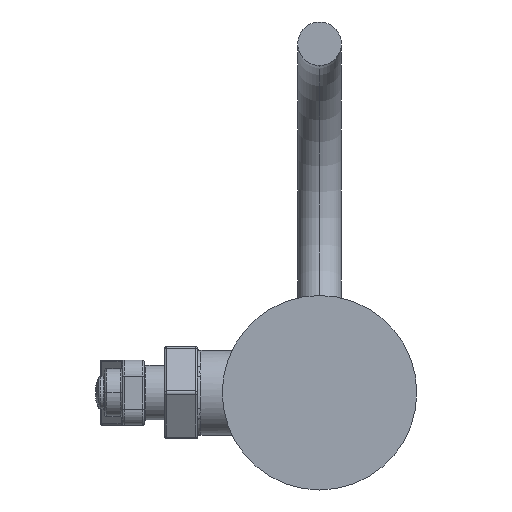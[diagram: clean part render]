
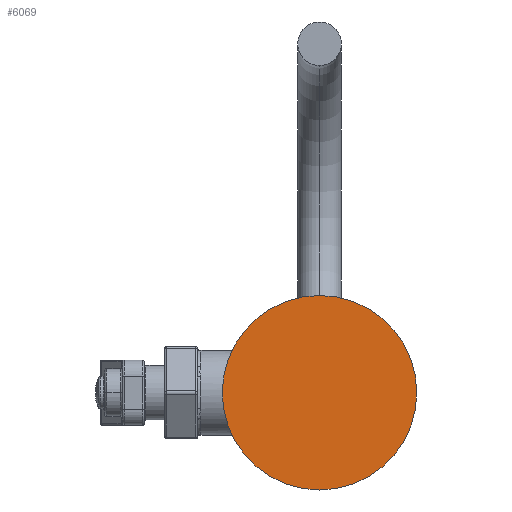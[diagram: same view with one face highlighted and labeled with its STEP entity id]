
A CAD part, front view. The second image highlights one B-rep face of the part: STEP entity #6069.
In plain terms, the highlighted planar face has unit normal (0, -1, 0).
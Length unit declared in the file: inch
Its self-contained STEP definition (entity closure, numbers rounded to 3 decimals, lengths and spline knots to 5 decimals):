
#109=CARTESIAN_POINT('',(0.,0.,0.));
#110=DIRECTION('',(0.,1.,0.));
#111=DIRECTION('',(1.,0.,0.));
#112=AXIS2_PLACEMENT_3D('',#109,#110,#111);
#123=CARTESIAN_POINT('',(0.,0.,0.));
#124=DIRECTION('',(0.,1.,0.));
#125=DIRECTION('',(-1.,0.,0.));
#126=AXIS2_PLACEMENT_3D('',#123,#124,#125);
#5055=CARTESIAN_POINT('',(1.115,0.,0.));
#5056=CARTESIAN_POINT('',(-1.115,0.,0.));
#5057=VERTEX_POINT('',#5055);
#5058=VERTEX_POINT('',#5056);
#6059=CARTESIAN_POINT('',(0.,0.,0.));
#6060=DIRECTION('',(0.,1.,0.));
#6061=DIRECTION('',(1.,0.,0.));
#6062=AXIS2_PLACEMENT_3D('',#6059,#6060,#6061);
#6063=PLANE('',#6062);
#6064=ORIENTED_EDGE('',*,*,#6049,.T.);
#6066=ORIENTED_EDGE('',*,*,#6065,.T.);
#6067=EDGE_LOOP('',(#6064,#6066));
#6068=FACE_OUTER_BOUND('',#6067,.F.);
#6069=ADVANCED_FACE('',(#6068),#6063,.F.);
#113=CIRCLE('',#112,1.115);
#127=CIRCLE('',#126,1.115);
#6049=EDGE_CURVE('',#5057,#5058,#113,.T.);
#6065=EDGE_CURVE('',#5058,#5057,#127,.T.);
